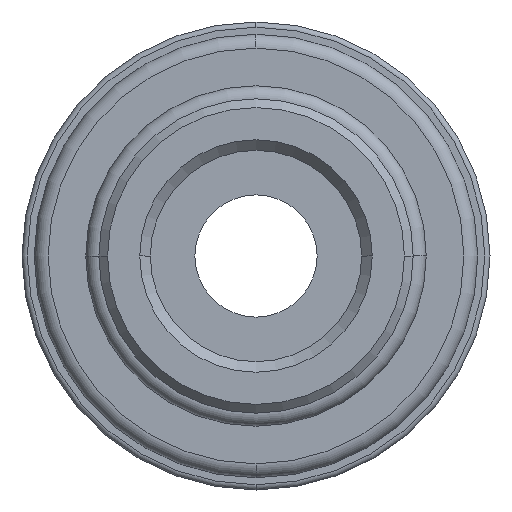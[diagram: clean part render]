
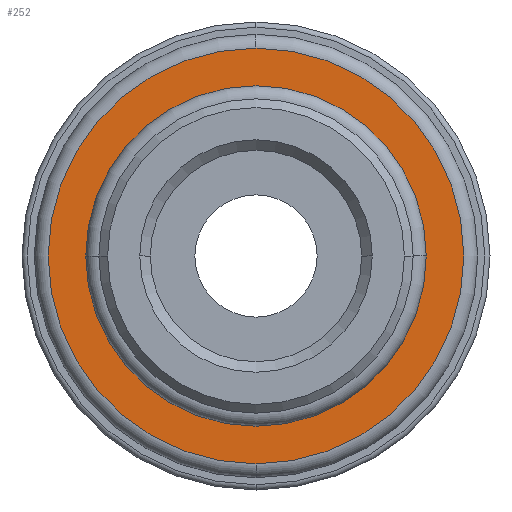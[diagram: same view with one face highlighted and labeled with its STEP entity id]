
A CAD part, front view. The second image highlights one B-rep face of the part: STEP entity #252.
In plain terms, the highlighted planar face has unit normal (0, -1, 0).
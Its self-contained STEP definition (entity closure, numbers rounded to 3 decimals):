
#252=ADVANCED_FACE('',(#574,#575),#576,.T.);
#574=FACE_BOUND('',#963,.T.);
#575=FACE_OUTER_BOUND('',#964,.T.);
#576=PLANE('',#965);
#963=EDGE_LOOP('',(#1631,#1632,#1633));
#964=EDGE_LOOP('',(#1634,#1635,#1636));
#965=AXIS2_PLACEMENT_3D('',#1637,#1638,#1639);
#1631=ORIENTED_EDGE('',*,*,#2426,.T.);
#1632=ORIENTED_EDGE('',*,*,#2313,.T.);
#1633=ORIENTED_EDGE('',*,*,#2427,.T.);
#1634=ORIENTED_EDGE('',*,*,#2452,.F.);
#1635=ORIENTED_EDGE('',*,*,#2453,.F.);
#1636=ORIENTED_EDGE('',*,*,#2275,.F.);
#1637=CARTESIAN_POINT('',(10.45,2.5,0.0));
#1638=DIRECTION('',(-0.0,-1.0,-0.0));
#1639=DIRECTION('',(-1.0,0.0,0.0));
#2275=EDGE_CURVE('',#2719,#2715,#2721,.T.);
#2313=EDGE_CURVE('',#2777,#2781,#2783,.T.);
#2426=EDGE_CURVE('',#2953,#2777,#2954,.T.);
#2427=EDGE_CURVE('',#2781,#2953,#2955,.T.);
#2452=EDGE_CURVE('',#2987,#2719,#2988,.T.);
#2453=EDGE_CURVE('',#2715,#2987,#2989,.T.);
#2715=VERTEX_POINT('',#3405);
#2719=VERTEX_POINT('',#3409);
#2721=CIRCLE('',#3411,11.9);
#2777=VERTEX_POINT('',#3505);
#2781=VERTEX_POINT('',#3509);
#2783=CIRCLE('',#3511,9.75);
#2953=VERTEX_POINT('',#3804);
#2954=CIRCLE('',#3805,9.75);
#2955=CIRCLE('',#3806,9.75);
#2987=VERTEX_POINT('',#3896);
#2988=CIRCLE('',#3897,11.9);
#2989=CIRCLE('',#3898,11.9);
#3405=CARTESIAN_POINT('',(0.,2.5,11.9));
#3409=CARTESIAN_POINT('',(0.,2.5,-11.9));
#3411=AXIS2_PLACEMENT_3D('',#4415,#4416,#4417);
#3505=CARTESIAN_POINT('',(9.75,2.5,0.));
#3509=CARTESIAN_POINT('',(-9.75,2.5,0.));
#3511=AXIS2_PLACEMENT_3D('',#4489,#4490,#4491);
#3804=CARTESIAN_POINT('',(0.,2.5,9.75));
#3805=AXIS2_PLACEMENT_3D('',#4669,#4670,#4671);
#3806=AXIS2_PLACEMENT_3D('',#4672,#4673,#4674);
#3896=CARTESIAN_POINT('',(11.9,2.5,0.0));
#3897=AXIS2_PLACEMENT_3D('',#4705,#4706,#4707);
#3898=AXIS2_PLACEMENT_3D('',#4708,#4709,#4710);
#4415=CARTESIAN_POINT('',(0.0,2.5,0.0));
#4416=DIRECTION('',(-0.0,1.0,0.0));
#4417=DIRECTION('',(1.0,0.0,0.0));
#4489=CARTESIAN_POINT('',(0.0,2.5,0.0));
#4490=DIRECTION('',(0.0,1.0,0.0));
#4491=DIRECTION('',(0.0,0.0,-1.0));
#4669=CARTESIAN_POINT('',(0.0,2.5,0.0));
#4670=DIRECTION('',(0.0,1.0,0.0));
#4671=DIRECTION('',(0.0,0.0,-1.0));
#4672=CARTESIAN_POINT('',(0.0,2.5,0.0));
#4673=DIRECTION('',(0.0,1.0,0.0));
#4674=DIRECTION('',(0.0,0.0,-1.0));
#4705=CARTESIAN_POINT('',(0.0,2.5,0.0));
#4706=DIRECTION('',(-0.0,1.0,0.0));
#4707=DIRECTION('',(1.0,0.0,0.0));
#4708=CARTESIAN_POINT('',(0.0,2.5,0.0));
#4709=DIRECTION('',(-0.0,1.0,0.0));
#4710=DIRECTION('',(1.0,0.0,0.0));
